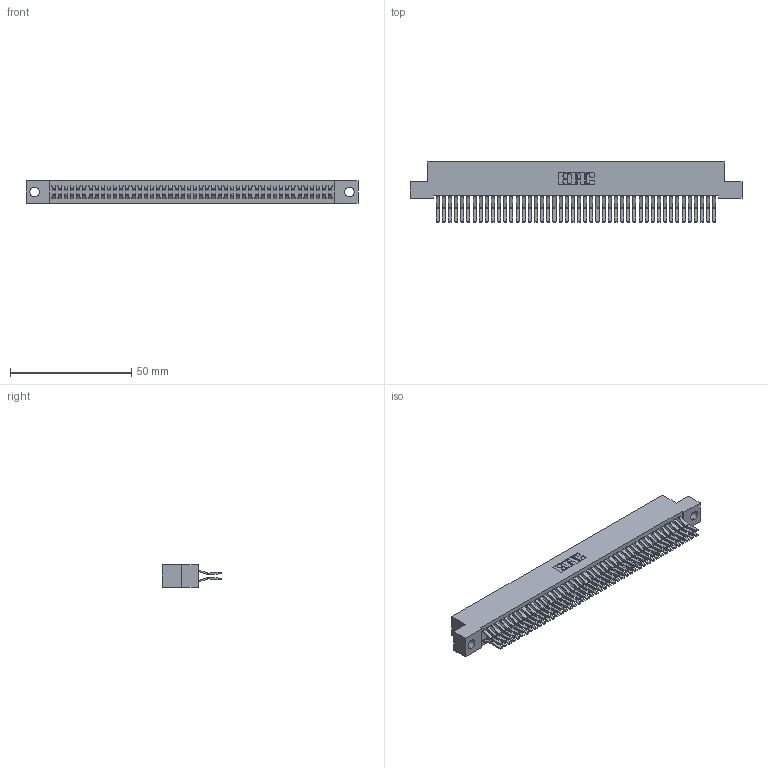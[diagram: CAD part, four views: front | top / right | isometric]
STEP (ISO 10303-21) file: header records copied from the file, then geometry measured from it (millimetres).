
FILE_DESCRIPTION (( 'STEP AP203' ), '1' );
FILE_NAME ('342-092-560-204.STEP', '2018-08-14T02:11:25', ( '' ), ( '' ), 'SwSTEP 2.0', 'SolidWorks 2016', '' );
FILE_SCHEMA (( 'CONFIG_CONTROL_DESIGN' ));
Length unit declared in the file: inch
Products named in the file (3): 342 Part_.156 TH; 345-292-001_560 Tail; 342-092-560-204
Assembly tree (93 placements, depth 2):
  342-092-560-204
    342 Part_.156 TH
    345-292-001_560 Tail  x92
Bounding box: 137.16 x 24.78 x 9.4 mm (x, y, z)
Volume: 12859.7 mm3; surface area: 22303.5 mm2
Topology: 93 solids, 93 shells, 5078 faces, 15111 edges, 9950 vertices
Faces by surface type: plane 3378, cylinder 1700
Entity records: 29035 total; most frequent: CARTESIAN_POINT 4806, ORIENTED_EDGE 4742, DIRECTION 4103, EDGE_CURVE 2371, VECTOR 2239, LINE 2239, VERTEX_POINT 1578, AXIS2_PLACEMENT_3D 932
